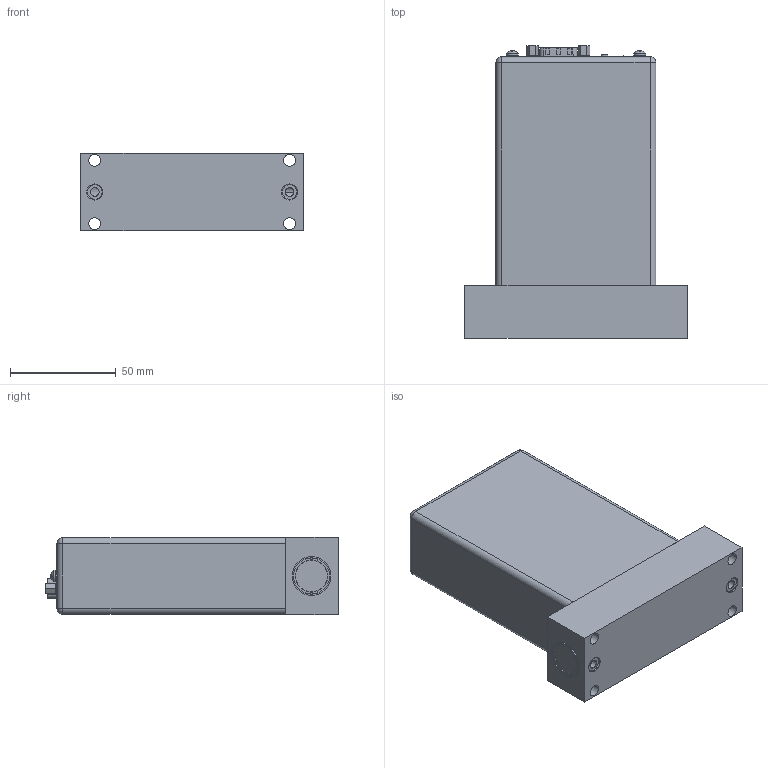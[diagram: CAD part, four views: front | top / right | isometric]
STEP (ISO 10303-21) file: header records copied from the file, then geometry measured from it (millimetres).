
FILE_DESCRIPTION((''),'2;1');
FILE_NAME('GM50A_C-SEAL_RS485_ASM','2013-06-26T',('cockrofm'),('MKS Instruments, Inc.'),'PRO/ENGINEER BY PARAMETRIC TECHNOLOGY CORPORATION, 2009060','PRO/ENGINEER BY PARAMETRIC TECHNOLOGY CORPORATION, 2009060','');
FILE_SCHEMA(('AUTOMOTIVE_DESIGN { 1 2 10303 214 0 1 1 1 }'));
Length unit declared in the file: inch
Products named in the file (18): 1041560_BRACKET; 1045912-BODY-DOWNPORT; 136492_PIN; 1045912-BODY-DOWNPORT_ASM; 1031369_DISC; 1041615_PWB; 110-8017_CONN-2POS-SINGLE; 1041767_LED; 110-0187-3-PIN-HEADER; 1041769_LED; 072-8550_MJTP1236E; 1038688_CONN_RJ45; 1036797; 1041616_MAIN_PWR-BD_AF1_ASM; 1041562_ENCLOSURE_SOLID-TOP; 1016309-003; 1011702-002_4-40_PAN-HD-SEMS; GM50A_C-SEAL_RS485_ASM
Assembly tree (19 placements, depth 3):
  GM50A_C-SEAL_RS485_ASM
    1041560_BRACKET
    1045912-BODY-DOWNPORT_ASM
      1045912-BODY-DOWNPORT
      136492_PIN
    1031369_DISC
    1041616_MAIN_PWR-BD_AF1_ASM
      1041615_PWB
      110-8017_CONN-2POS-SINGLE
      1041767_LED
      110-0187-3-PIN-HEADER
      1041769_LED
      072-8550_MJTP1236E
      1038688_CONN_RJ45
      1036797
    1041562_ENCLOSURE_SOLID-TOP
    1016309-003  x2
    1011702-002_4-40_PAN-HD-SEMS  x2
Bounding box: 105.74 x 138.35 x 36.83 mm (x, y, z)
Volume: 121502.1 mm3; surface area: 94655.6 mm2
Topology: 17 solids, 25 shells, 1106 faces, 2781 edges, 1782 vertices
Faces by surface type: plane 628, cylinder 276, torus 60, bspline 58, cone 42, extrusion 24, sphere 18
Entity records: 39504 total; most frequent: CARTESIAN_POINT 7278, DIRECTION 5185, ORIENTED_EDGE 4978, EDGE_CURVE 2545, PRESENTATION_STYLE_ASSIGNMENT 1951, STYLED_ITEM 1854, CURVE_STYLE 1836, AXIS2_PLACEMENT_3D 1736
